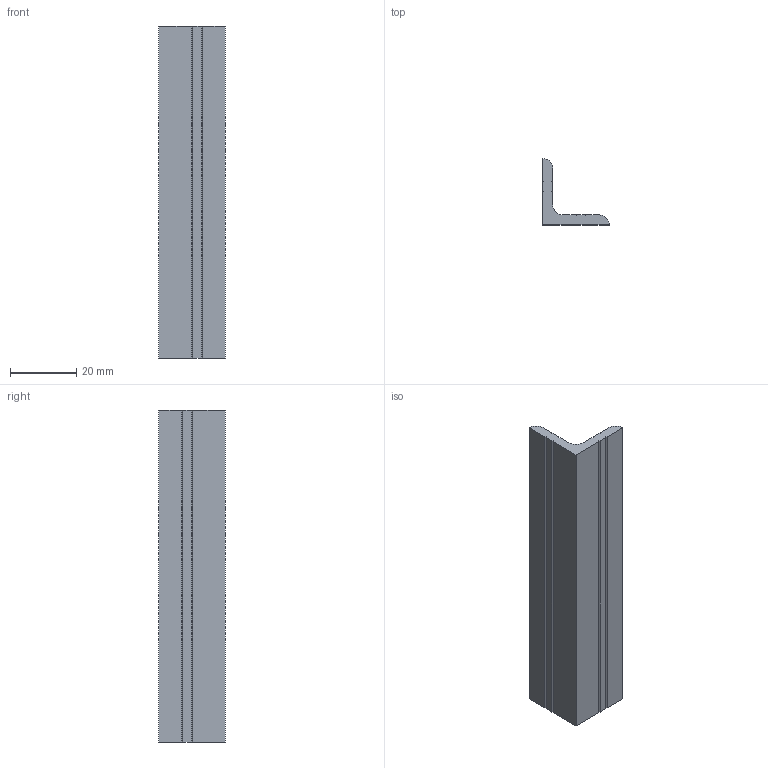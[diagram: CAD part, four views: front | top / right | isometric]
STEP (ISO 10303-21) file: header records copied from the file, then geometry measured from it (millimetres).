
FILE_DESCRIPTION((''),'2;1');
FILE_NAME('AFL2020.stp','2009-09-01T14:11:18',('Administrator'),(''),'Autodesk Inventor 2008','Autodesk Inventor 2008','');
FILE_SCHEMA(('AUTOMOTIVE_DESIGN { 1 0 10303 214 1 1 1 1 }'));
Length unit declared in the file: millimetre
Products named in the file (1): AFL2020
Bounding box: 20 x 20 x 100 mm (x, y, z)
Volume: 10856.9 mm3; surface area: 7996.5 mm2
Topology: 1 solids, 1 shells, 33 faces, 93 edges, 62 vertices
Faces by surface type: plane 30, cylinder 3
Entity records: 1079 total; most frequent: CARTESIAN_POINT 189, ORIENTED_EDGE 186, DIRECTION 167, EDGE_CURVE 93, VECTOR 87, LINE 87, VERTEX_POINT 62, AXIS2_PLACEMENT_3D 40
